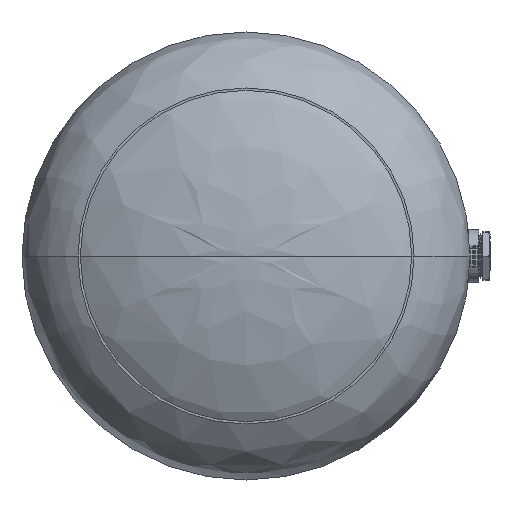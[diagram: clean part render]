
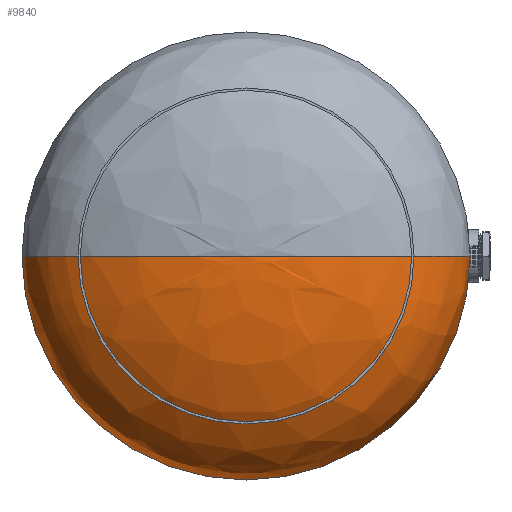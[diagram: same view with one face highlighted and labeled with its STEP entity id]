
A CAD part, left-side view. The second image highlights one B-rep face of the part: STEP entity #9840.
In plain terms, the highlighted free-form (B-spline) face has degree [3, 3] with [4, 4] control points.
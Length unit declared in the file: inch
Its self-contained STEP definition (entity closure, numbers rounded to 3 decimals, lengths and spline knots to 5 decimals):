
#680 = AXIS2_PLACEMENT_3D ( 'NONE', #9089, #1606, #4445 ) ;
#728 = CARTESIAN_POINT ( 'NONE',  ( -12., 4.11836, 24. ) ) ;
#994 = CARTESIAN_POINT ( 'NONE',  ( 12., 0.56, 0. ) ) ;
#1189 = EDGE_CURVE ( 'NONE', #10582, #8299, #1436, .T. ) ;
#1436 =( BOUNDED_CURVE ( )  B_SPLINE_CURVE ( 3, ( #5250, #1478, #9018, #8095 ),
 .UNSPECIFIED., .F., .F. ) 
 B_SPLINE_CURVE_WITH_KNOTS ( ( 4, 4 ),
 ( 1.5708, 3.14159 ),
 .UNSPECIFIED. ) 
 CURVE ( )  GEOMETRIC_REPRESENTATION_ITEM ( )  RATIONAL_B_SPLINE_CURVE ( ( 1., 0.805, 0.805, 1. ) ) 
 REPRESENTATION_ITEM ( '' )  );
#1478 = CARTESIAN_POINT ( 'NONE',  ( -7.02944, 6.6345, 0. ) ) ;
#1606 = DIRECTION ( 'NONE',  ( 0., -1., 0. ) ) ;
#1649 = CARTESIAN_POINT ( 'NONE',  ( 0., 6.6345, 0. ) ) ;
#2638 = CARTESIAN_POINT ( 'NONE',  ( -12., 0.56, 0. ) ) ;
#2775 = CARTESIAN_POINT ( 'NONE',  ( 12., 0.56, 0. ) ) ;
#2840 = CARTESIAN_POINT ( 'NONE',  ( 12., 4.11836, 0. ) ) ;
#3433 = EDGE_CURVE ( 'NONE', #10582, #9246, #3572, .T. ) ;
#3434 = CARTESIAN_POINT ( 'NONE',  ( 12., 4.11836, 24. ) ) ;
#3454 = ORIENTED_EDGE ( 'NONE', *, *, #6314, .F. ) ;
#3572 =( BOUNDED_CURVE ( )  B_SPLINE_CURVE ( 3, ( #9571, #7531, #2840, #994 ),
 .UNSPECIFIED., .F., .F. ) 
 B_SPLINE_CURVE_WITH_KNOTS ( ( 4, 4 ),
 ( 1.5708, 3.14159 ),
 .UNSPECIFIED. ) 
 CURVE ( )  GEOMETRIC_REPRESENTATION_ITEM ( )  RATIONAL_B_SPLINE_CURVE ( ( 1., 0.805, 0.805, 1. ) ) 
 REPRESENTATION_ITEM ( '' )  );
#3679 = CARTESIAN_POINT ( 'NONE',  ( -7.02944, 6.6345, 0. ) ) ;
#4427 = CARTESIAN_POINT ( 'NONE',  ( 12., 0.56, 0. ) ) ;
#4445 = DIRECTION ( 'NONE',  ( 1., 0., 0. ) ) ;
#4487 = CARTESIAN_POINT ( 'NONE',  ( 7.02944, 6.6345, 14.05887 ) ) ;
#5140 = ORIENTED_EDGE ( 'NONE', *, *, #1189, .T. ) ;
#5250 = CARTESIAN_POINT ( 'NONE',  ( 0., 6.6345, 0. ) ) ;
#5359 = CARTESIAN_POINT ( 'NONE',  ( 7.02944, 6.6345, 0. ) ) ;
#5418 = CARTESIAN_POINT ( 'NONE',  ( 0., 6.6345, 0. ) ) ;
#5482 = CARTESIAN_POINT ( 'NONE',  ( -12., 4.11836, 0. ) ) ;
#6219 = CARTESIAN_POINT ( 'NONE',  ( 0., 6.6345, 0. ) ) ;
#6314 = EDGE_CURVE ( 'NONE', #9246, #8299, #6602, .T. ) ;
#6339 = FACE_OUTER_BOUND ( 'NONE', #10299, .T. ) ;
#6602 = CIRCLE ( 'NONE', #680, 12. ) ;
#7213 = CARTESIAN_POINT ( 'NONE',  ( 12., 0.56, 24. ) ) ;
#7531 = CARTESIAN_POINT ( 'NONE',  ( 7.02944, 6.6345, 0. ) ) ;
#8095 = CARTESIAN_POINT ( 'NONE',  ( -12., 0.56, 0. ) ) ;
#8299 = VERTEX_POINT ( 'NONE', #9155 ) ;
#9018 = CARTESIAN_POINT ( 'NONE',  ( -12., 4.11836, 0. ) ) ;
#9089 = CARTESIAN_POINT ( 'NONE',  ( 0., 0.56, 0. ) ) ;
#9155 = CARTESIAN_POINT ( 'NONE',  ( -12., 0.56, 0. ) ) ;
#9192 = CARTESIAN_POINT ( 'NONE',  ( 12., 4.11836, 0. ) ) ;
#9246 = VERTEX_POINT ( 'NONE', #2775 ) ;
#9571 = CARTESIAN_POINT ( 'NONE',  ( 0., 6.6345, 0. ) ) ;
#9840 = ADVANCED_FACE ( 'NONE', ( #6339 ), #11553, .F. ) ;
#9990 = CARTESIAN_POINT ( 'NONE',  ( -7.02944, 6.6345, 14.05887 ) ) ;
#10177 = CARTESIAN_POINT ( 'NONE',  ( -12., 0.56, 24. ) ) ;
#10299 = EDGE_LOOP ( 'NONE', ( #11960, #5140, #3454 ) ) ;
#10582 = VERTEX_POINT ( 'NONE', #11950 ) ;
#11049 = CARTESIAN_POINT ( 'NONE',  ( 0., 6.6345, 0. ) ) ;
#11553 =( BOUNDED_SURFACE ( )  B_SPLINE_SURFACE ( 3, 3, ( 
 ( #6219, #1649, #11049, #5418 ),
 ( #5359, #4487, #9990, #3679 ),
 ( #9192, #3434, #728, #5482 ),
 ( #4427, #7213, #10177, #2638 ) ),
 .UNSPECIFIED., .F., .F., .F. ) 
 B_SPLINE_SURFACE_WITH_KNOTS ( ( 4, 4 ),
 ( 4, 4 ),
 ( 0., 1. ),
 ( 0., 1. ),
 .UNSPECIFIED. ) 
 GEOMETRIC_REPRESENTATION_ITEM ( )  RATIONAL_B_SPLINE_SURFACE ( (
 ( 1., 0.333, 0.333, 1.),
 ( 0.805, 0.268, 0.268, 0.805),
 ( 0.805, 0.268, 0.268, 0.805),
 ( 1., 0.333, 0.333, 1.) ) ) 
 REPRESENTATION_ITEM ( '' )  SURFACE ( )  );
#11950 = CARTESIAN_POINT ( 'NONE',  ( 0., 6.6345, 0. ) ) ;
#11960 = ORIENTED_EDGE ( 'NONE', *, *, #3433, .F. ) ;
